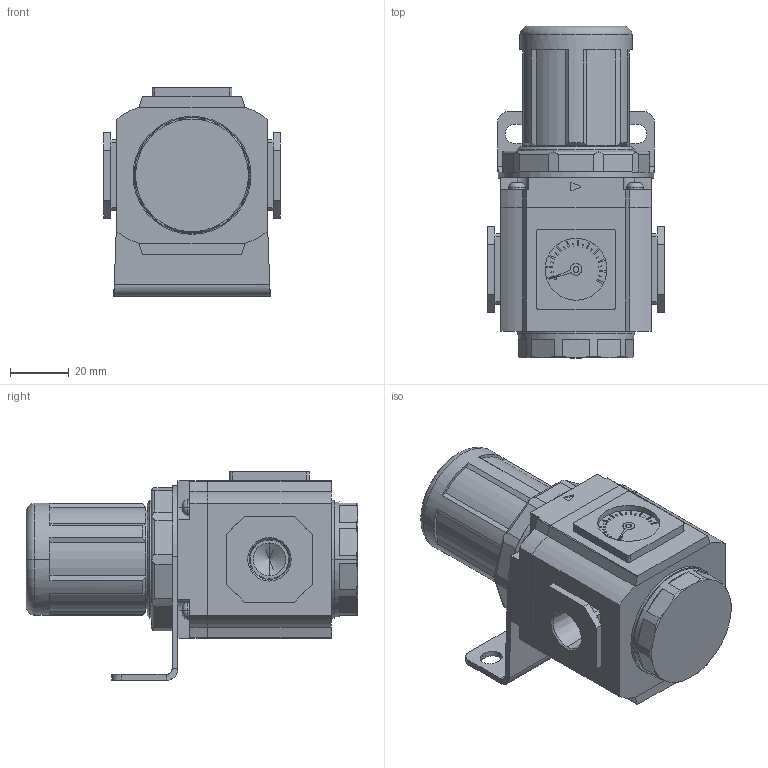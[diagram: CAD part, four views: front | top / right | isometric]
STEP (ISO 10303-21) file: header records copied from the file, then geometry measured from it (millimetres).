
FILE_DESCRIPTION (( 'STEP AP203' ), '1' );
FILE_NAME ('AR-322.step', '2015-11-09T22:42:13', ( '' ), ( '' ), 'SwSTEP 2.0', 'SolidWorks 2015', '' );
FILE_SCHEMA (( 'CONFIG_CONTROL_DESIGN' ));
Length unit declared in the file: millimetre
Products named in the file (1): AR-322
Bounding box: 60 x 112.5 x 70.7 mm (x, y, z)
Volume: 210578.6 mm3; surface area: 43610.8 mm2
Topology: 14 solids, 14 shells, 501 faces, 1231 edges, 795 vertices
Faces by surface type: plane 326, cylinder 133, cone 30, torus 10, bspline 2
Entity records: 15059 total; most frequent: CARTESIAN_POINT 3072, ORIENTED_EDGE 2454, DIRECTION 2440, EDGE_CURVE 1227, VECTOR 834, LINE 834, AXIS2_PLACEMENT_3D 803, VERTEX_POINT 795
